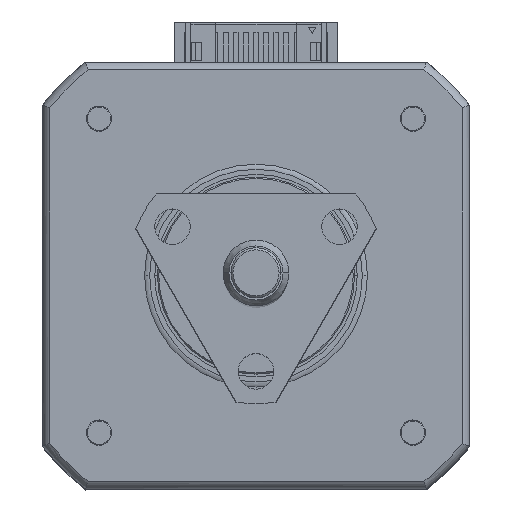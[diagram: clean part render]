
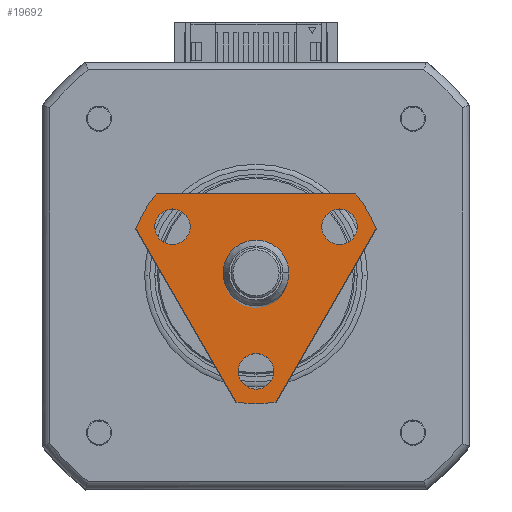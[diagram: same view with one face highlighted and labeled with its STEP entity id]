
A CAD part, top view. The second image highlights one B-rep face of the part: STEP entity #19692.
In plain terms, the highlighted planar face has unit normal (0, 0, 1).
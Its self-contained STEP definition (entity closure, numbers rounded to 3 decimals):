
#457 = CIRCLE ( 'NONE', #32571, 1.75 ) ;
#819 = EDGE_LOOP ( 'NONE', ( #11174, #19312, #20962, #9505, #29477, #26376, #13240 ) ) ;
#869 = AXIS2_PLACEMENT_3D ( 'NONE', #6690, #20244, #6225 ) ;
#1032 = AXIS2_PLACEMENT_3D ( 'NONE', #6174, #3481, #33727 ) ;
#1397 = VERTEX_POINT ( 'NONE', #26261 ) ;
#1682 = ORIENTED_EDGE ( 'NONE', *, *, #15482, .F. ) ;
#1809 = FACE_BOUND ( 'NONE', #19178, .T. ) ;
#2397 = AXIS2_PLACEMENT_3D ( 'NONE', #25812, #17006, #3380 ) ;
#2447 = CARTESIAN_POINT ( 'NONE',  ( 0., 0., 34. ) ) ;
#2885 = CIRCLE ( 'NONE', #869, 12.7 ) ;
#2914 = AXIS2_PLACEMENT_3D ( 'NONE', #18094, #23233, #14933 ) ;
#3003 = VERTEX_POINT ( 'NONE', #27727 ) ;
#3156 = FACE_OUTER_BOUND ( 'NONE', #819, .T. ) ;
#3181 = DIRECTION ( 'NONE',  ( 0., 1., 0. ) ) ;
#3277 = CARTESIAN_POINT ( 'NONE',  ( -3.012, 8.249, 34. ) ) ;
#3380 = DIRECTION ( 'NONE',  ( 1., 0., 0. ) ) ;
#3481 = DIRECTION ( 'NONE',  ( 0., 0., 1. ) ) ;
#3550 = EDGE_LOOP ( 'NONE', ( #15546, #12088 ) ) ;
#3642 = VERTEX_POINT ( 'NONE', #29635 ) ;
#3676 = PLANE ( 'NONE',  #11323 ) ;
#4094 = VERTEX_POINT ( 'NONE', #24129 ) ;
#4642 = CARTESIAN_POINT ( 'NONE',  ( 0., 0., 34. ) ) ;
#4846 = CARTESIAN_POINT ( 'NONE',  ( 12.542, 1.996, 34. ) ) ;
#5047 = VERTEX_POINT ( 'NONE', #29546 ) ;
#6116 = DIRECTION ( 'NONE',  ( -0.866, -0.5, 0. ) ) ;
#6174 = CARTESIAN_POINT ( 'NONE',  ( 9.525, 0., 34. ) ) ;
#6225 = DIRECTION ( 'NONE',  ( 1., 0., 0. ) ) ;
#6232 = DIRECTION ( 'NONE',  ( 0., 0., -1. ) ) ;
#6236 = CARTESIAN_POINT ( 'NONE',  ( -8., 0., 34. ) ) ;
#6599 = VERTEX_POINT ( 'NONE', #26439 ) ;
#6690 = CARTESIAN_POINT ( 'NONE',  ( 0., 0., 34. ) ) ;
#6843 = ORIENTED_EDGE ( 'NONE', *, *, #18937, .F. ) ;
#6989 = DIRECTION ( 'NONE',  ( 1., 0., 0. ) ) ;
#7265 = CIRCLE ( 'NONE', #14388, 3. ) ;
#7649 = LINE ( 'NONE', #17295, #18587 ) ;
#8135 = DIRECTION ( 'NONE',  ( -1., 0., 0. ) ) ;
#8342 = VERTEX_POINT ( 'NONE', #27107 ) ;
#8604 = CARTESIAN_POINT ( 'NONE',  ( -4.542, 11.86, 34. ) ) ;
#9016 = CARTESIAN_POINT ( 'NONE',  ( 0., 0., 34. ) ) ;
#9416 = EDGE_CURVE ( 'NONE', #8342, #13876, #15663, .T. ) ;
#9505 = ORIENTED_EDGE ( 'NONE', *, *, #23694, .F. ) ;
#9705 = CIRCLE ( 'NONE', #35499, 12.7 ) ;
#9920 = DIRECTION ( 'NONE',  ( 0., 0., 1. ) ) ;
#10336 = ORIENTED_EDGE ( 'NONE', *, *, #19039, .F. ) ;
#10969 = VERTEX_POINT ( 'NONE', #35035 ) ;
#10982 = FACE_BOUND ( 'NONE', #32110, .T. ) ;
#11174 = ORIENTED_EDGE ( 'NONE', *, *, #9416, .F. ) ;
#11299 = DIRECTION ( 'NONE',  ( 0., 0., -1. ) ) ;
#11323 = AXIS2_PLACEMENT_3D ( 'NONE', #9016, #6232, #34265 ) ;
#12082 = CARTESIAN_POINT ( 'NONE',  ( -4.762, -8.249, 34. ) ) ;
#12088 = ORIENTED_EDGE ( 'NONE', *, *, #34463, .F. ) ;
#12568 = AXIS2_PLACEMENT_3D ( 'NONE', #4642, #21807, #32885 ) ;
#12584 = VECTOR ( 'NONE', #30544, 1000. ) ;
#12661 = EDGE_CURVE ( 'NONE', #35602, #18306, #7649, .T. ) ;
#12724 = EDGE_CURVE ( 'NONE', #6599, #5047, #35593, .T. ) ;
#12919 = DIRECTION ( 'NONE',  ( -1., 0., 0. ) ) ;
#13032 = VERTEX_POINT ( 'NONE', #14752 ) ;
#13240 = ORIENTED_EDGE ( 'NONE', *, *, #22331, .F. ) ;
#13876 = VERTEX_POINT ( 'NONE', #4846 ) ;
#14249 = DIRECTION ( 'NONE',  ( 1., 0., 0. ) ) ;
#14388 = AXIS2_PLACEMENT_3D ( 'NONE', #2447, #27311, #24653 ) ;
#14478 = VERTEX_POINT ( 'NONE', #20891 ) ;
#14752 = CARTESIAN_POINT ( 'NONE',  ( -6.512, -8.249, 34. ) ) ;
#14933 = DIRECTION ( 'NONE',  ( -1., 0., 0. ) ) ;
#15292 = AXIS2_PLACEMENT_3D ( 'NONE', #23735, #9920, #6989 ) ;
#15387 = EDGE_LOOP ( 'NONE', ( #16392, #1682 ) ) ;
#15449 = AXIS2_PLACEMENT_3D ( 'NONE', #30312, #33489, #8135 ) ;
#15482 = EDGE_CURVE ( 'NONE', #32221, #3642, #25721, .T. ) ;
#15546 = ORIENTED_EDGE ( 'NONE', *, *, #29793, .F. ) ;
#15663 = LINE ( 'NONE', #8604, #12584 ) ;
#16392 = ORIENTED_EDGE ( 'NONE', *, *, #29095, .F. ) ;
#16805 = VECTOR ( 'NONE', #3181, 1000. ) ;
#17006 = DIRECTION ( 'NONE',  ( 0., 0., -1. ) ) ;
#17219 = DIRECTION ( 'NONE',  ( -1., 0., 0. ) ) ;
#17295 = CARTESIAN_POINT ( 'NONE',  ( 12.542, -1.996, 34. ) ) ;
#18094 = CARTESIAN_POINT ( 'NONE',  ( 9.525, 0., 34. ) ) ;
#18306 = VERTEX_POINT ( 'NONE', #34371 ) ;
#18587 = VECTOR ( 'NONE', #6116, 1000. ) ;
#18659 = CARTESIAN_POINT ( 'NONE',  ( -4.762, -8.249, 34. ) ) ;
#18937 = EDGE_CURVE ( 'NONE', #3003, #10969, #34577, .T. ) ;
#19039 = EDGE_CURVE ( 'NONE', #10969, #3003, #21497, .T. ) ;
#19178 = EDGE_LOOP ( 'NONE', ( #6843, #10336 ) ) ;
#19248 = EDGE_CURVE ( 'NONE', #1397, #23226, #35019, .T. ) ;
#19312 = ORIENTED_EDGE ( 'NONE', *, *, #27336, .F. ) ;
#19692 = ADVANCED_FACE ( 'NONE', ( #10982, #21462, #1809, #33243, #3156 ), #3676, .F. ) ;
#20099 = ORIENTED_EDGE ( 'NONE', *, *, #21649, .F. ) ;
#20244 = DIRECTION ( 'NONE',  ( 0., 0., -1. ) ) ;
#20891 = CARTESIAN_POINT ( 'NONE',  ( 12.7, 0., 34. ) ) ;
#20962 = ORIENTED_EDGE ( 'NONE', *, *, #12724, .F. ) ;
#21462 = FACE_BOUND ( 'NONE', #3550, .T. ) ;
#21497 = CIRCLE ( 'NONE', #2914, 1.75 ) ;
#21649 = EDGE_CURVE ( 'NONE', #23226, #1397, #7265, .T. ) ;
#21807 = DIRECTION ( 'NONE',  ( 0., 0., -1. ) ) ;
#22023 = EDGE_CURVE ( 'NONE', #14478, #35602, #2885, .T. ) ;
#22331 = EDGE_CURVE ( 'NONE', #13876, #14478, #25558, .T. ) ;
#23094 = CARTESIAN_POINT ( 'NONE',  ( -4.762, 8.249, 34. ) ) ;
#23226 = VERTEX_POINT ( 'NONE', #36141 ) ;
#23233 = DIRECTION ( 'NONE',  ( 0., 0., 1. ) ) ;
#23694 = EDGE_CURVE ( 'NONE', #18306, #6599, #9705, .T. ) ;
#23735 = CARTESIAN_POINT ( 'NONE',  ( 0., 0., 34. ) ) ;
#24129 = CARTESIAN_POINT ( 'NONE',  ( -3.012, -8.249, 34. ) ) ;
#24156 = DIRECTION ( 'NONE',  ( 0., 0., 1. ) ) ;
#24653 = DIRECTION ( 'NONE',  ( 1., 0., 0. ) ) ;
#25558 = CIRCLE ( 'NONE', #12568, 12.7 ) ;
#25721 = CIRCLE ( 'NONE', #15449, 1.75 ) ;
#25812 = CARTESIAN_POINT ( 'NONE',  ( 0., 0., 34. ) ) ;
#26218 = DIRECTION ( 'NONE',  ( -1., 0., 0. ) ) ;
#26261 = CARTESIAN_POINT ( 'NONE',  ( 3., 0., 34. ) ) ;
#26376 = ORIENTED_EDGE ( 'NONE', *, *, #22023, .F. ) ;
#26439 = CARTESIAN_POINT ( 'NONE',  ( -8., -9.864, 34. ) ) ;
#27107 = CARTESIAN_POINT ( 'NONE',  ( -4.542, 11.86, 34. ) ) ;
#27115 = CIRCLE ( 'NONE', #29515, 1.75 ) ;
#27311 = DIRECTION ( 'NONE',  ( 0., 0., 1. ) ) ;
#27336 = EDGE_CURVE ( 'NONE', #5047, #8342, #34620, .T. ) ;
#27727 = CARTESIAN_POINT ( 'NONE',  ( 7.775, 0., 34. ) ) ;
#27757 = CIRCLE ( 'NONE', #29410, 1.75 ) ;
#28020 = CARTESIAN_POINT ( 'NONE',  ( 0., 0., 34. ) ) ;
#29018 = DIRECTION ( 'NONE',  ( 0., 0., 1. ) ) ;
#29095 = EDGE_CURVE ( 'NONE', #3642, #32221, #27115, .T. ) ;
#29410 = AXIS2_PLACEMENT_3D ( 'NONE', #18659, #24156, #12919 ) ;
#29477 = ORIENTED_EDGE ( 'NONE', *, *, #12661, .F. ) ;
#29515 = AXIS2_PLACEMENT_3D ( 'NONE', #23094, #34314, #17219 ) ;
#29546 = CARTESIAN_POINT ( 'NONE',  ( -8., 9.864, 34. ) ) ;
#29635 = CARTESIAN_POINT ( 'NONE',  ( -6.512, 8.249, 34. ) ) ;
#29793 = EDGE_CURVE ( 'NONE', #13032, #4094, #457, .T. ) ;
#30312 = CARTESIAN_POINT ( 'NONE',  ( -4.762, 8.249, 34. ) ) ;
#30448 = ORIENTED_EDGE ( 'NONE', *, *, #19248, .F. ) ;
#30544 = DIRECTION ( 'NONE',  ( 0.866, -0.5, 0. ) ) ;
#32110 = EDGE_LOOP ( 'NONE', ( #30448, #20099 ) ) ;
#32221 = VERTEX_POINT ( 'NONE', #3277 ) ;
#32571 = AXIS2_PLACEMENT_3D ( 'NONE', #12082, #29018, #26218 ) ;
#32885 = DIRECTION ( 'NONE',  ( 1., 0., 0. ) ) ;
#33243 = FACE_BOUND ( 'NONE', #15387, .T. ) ;
#33489 = DIRECTION ( 'NONE',  ( 0., 0., 1. ) ) ;
#33727 = DIRECTION ( 'NONE',  ( -1., 0., 0. ) ) ;
#33955 = CARTESIAN_POINT ( 'NONE',  ( 12.542, -1.996, 34. ) ) ;
#34265 = DIRECTION ( 'NONE',  ( -1., 0., 0. ) ) ;
#34314 = DIRECTION ( 'NONE',  ( 0., 0., 1. ) ) ;
#34371 = CARTESIAN_POINT ( 'NONE',  ( -4.542, -11.86, 34. ) ) ;
#34463 = EDGE_CURVE ( 'NONE', #4094, #13032, #27757, .T. ) ;
#34577 = CIRCLE ( 'NONE', #1032, 1.75 ) ;
#34620 = CIRCLE ( 'NONE', #2397, 12.7 ) ;
#35019 = CIRCLE ( 'NONE', #15292, 3. ) ;
#35035 = CARTESIAN_POINT ( 'NONE',  ( 11.275, 0., 34. ) ) ;
#35499 = AXIS2_PLACEMENT_3D ( 'NONE', #28020, #11299, #14249 ) ;
#35593 = LINE ( 'NONE', #6236, #16805 ) ;
#35602 = VERTEX_POINT ( 'NONE', #33955 ) ;
#36141 = CARTESIAN_POINT ( 'NONE',  ( -3., 0., 34. ) ) ;
